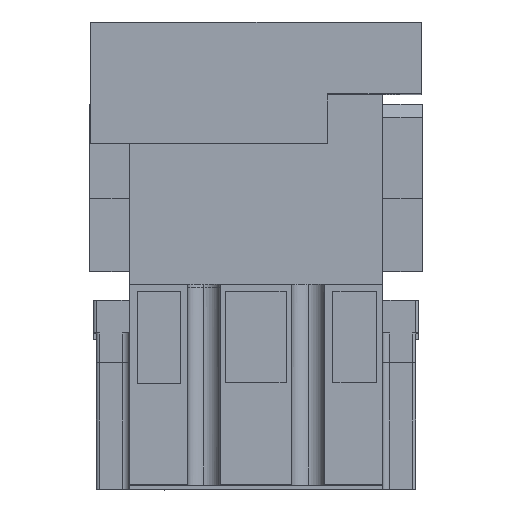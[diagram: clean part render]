
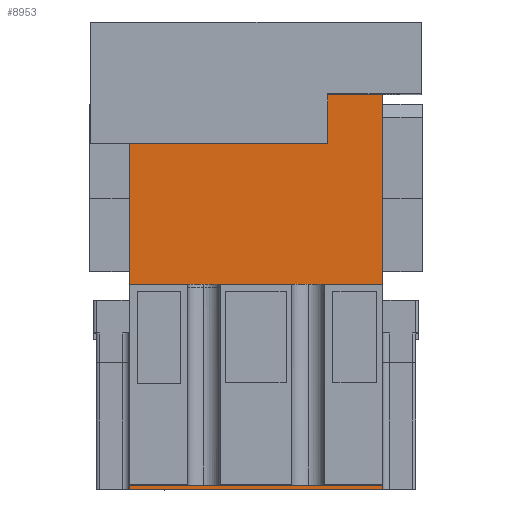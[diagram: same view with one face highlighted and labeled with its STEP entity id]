
A CAD part, top view. The second image highlights one B-rep face of the part: STEP entity #8953.
In plain terms, the highlighted planar face has unit normal (0, 0, 1).
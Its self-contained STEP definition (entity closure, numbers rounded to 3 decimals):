
#74 = ORIENTED_EDGE ( 'NONE', *, *, #15163, .T. ) ;
#93 = CARTESIAN_POINT ( 'NONE',  ( 38.5, 60., 44.96 ) ) ;
#265 = CARTESIAN_POINT ( 'NONE',  ( 38.5, -60., 44.96 ) ) ;
#308 = EDGE_CURVE ( 'NONE', #3857, #9460, #4404, .T. ) ;
#1468 = ORIENTED_EDGE ( 'NONE', *, *, #5858, .T. ) ;
#1811 = LINE ( 'NONE', #3545, #3378 ) ;
#2889 = ORIENTED_EDGE ( 'NONE', *, *, #308, .T. ) ;
#3047 = VECTOR ( 'NONE', #17279, 1000. ) ;
#3209 = EDGE_CURVE ( 'NONE', #13220, #6318, #9490, .T. ) ;
#3378 = VECTOR ( 'NONE', #8157, 1000. ) ;
#3545 = CARTESIAN_POINT ( 'NONE',  ( 21.795, 45., 44.96 ) ) ;
#3661 = VERTEX_POINT ( 'NONE', #11095 ) ;
#3713 = VECTOR ( 'NONE', #12351, 1000. ) ;
#3834 = VECTOR ( 'NONE', #14711, 1000. ) ;
#3857 = VERTEX_POINT ( 'NONE', #16156 ) ;
#4281 = LINE ( 'NONE', #265, #3834 ) ;
#4404 = LINE ( 'NONE', #15342, #3713 ) ;
#4576 = DIRECTION ( 'NONE',  ( 0., 0., 1. ) ) ;
#4742 = CARTESIAN_POINT ( 'NONE',  ( -38.5, -60., 44.96 ) ) ;
#4802 = LINE ( 'NONE', #15762, #9090 ) ;
#5858 = EDGE_CURVE ( 'NONE', #6318, #14831, #4281, .T. ) ;
#6086 = DIRECTION ( 'NONE',  ( 1., 0., 0. ) ) ;
#6318 = VERTEX_POINT ( 'NONE', #6943 ) ;
#6911 = FACE_OUTER_BOUND ( 'NONE', #12269, .T. ) ;
#6943 = CARTESIAN_POINT ( 'NONE',  ( 38.5, -60., 44.96 ) ) ;
#7127 = CARTESIAN_POINT ( 'NONE',  ( -38.5, -60., 44.96 ) ) ;
#8157 = DIRECTION ( 'NONE',  ( -1., 0., 0. ) ) ;
#8889 = ORIENTED_EDGE ( 'NONE', *, *, #3209, .T. ) ;
#8953 = ADVANCED_FACE ( 'NONE', ( #6911 ), #13240, .T. ) ;
#9090 = VECTOR ( 'NONE', #17237, 1000. ) ;
#9460 = VERTEX_POINT ( 'NONE', #10503 ) ;
#9489 = AXIS2_PLACEMENT_3D ( 'NONE', #17643, #4576, #6086 ) ;
#9490 = LINE ( 'NONE', #10010, #11088 ) ;
#10010 = CARTESIAN_POINT ( 'NONE',  ( 38.5, -60., 44.96 ) ) ;
#10503 = CARTESIAN_POINT ( 'NONE',  ( 21.795, 45., 44.96 ) ) ;
#11088 = VECTOR ( 'NONE', #11438, 1000. ) ;
#11095 = CARTESIAN_POINT ( 'NONE',  ( -38.5, 45., 44.96 ) ) ;
#11438 = DIRECTION ( 'NONE',  ( 1., 0., 0. ) ) ;
#12269 = EDGE_LOOP ( 'NONE', ( #1468, #74, #2889, #18189, #13016, #8889 ) ) ;
#12351 = DIRECTION ( 'NONE',  ( 0., -1., 0. ) ) ;
#13016 = ORIENTED_EDGE ( 'NONE', *, *, #13520, .T. ) ;
#13220 = VERTEX_POINT ( 'NONE', #4742 ) ;
#13240 = PLANE ( 'NONE',  #9489 ) ;
#13520 = EDGE_CURVE ( 'NONE', #3661, #13220, #15976, .T. ) ;
#14711 = DIRECTION ( 'NONE',  ( 0., 1., 0. ) ) ;
#14831 = VERTEX_POINT ( 'NONE', #93 ) ;
#15163 = EDGE_CURVE ( 'NONE', #14831, #3857, #4802, .T. ) ;
#15342 = CARTESIAN_POINT ( 'NONE',  ( 21.795, 60., 44.96 ) ) ;
#15762 = CARTESIAN_POINT ( 'NONE',  ( 38.5, 60., 44.96 ) ) ;
#15976 = LINE ( 'NONE', #7127, #3047 ) ;
#16156 = CARTESIAN_POINT ( 'NONE',  ( 21.795, 60., 44.96 ) ) ;
#17237 = DIRECTION ( 'NONE',  ( -1., 0., 0. ) ) ;
#17279 = DIRECTION ( 'NONE',  ( 0., -1., 0. ) ) ;
#17429 = EDGE_CURVE ( 'NONE', #9460, #3661, #1811, .T. ) ;
#17643 = CARTESIAN_POINT ( 'NONE',  ( -38.5, 60., 44.96 ) ) ;
#18189 = ORIENTED_EDGE ( 'NONE', *, *, #17429, .T. ) ;
